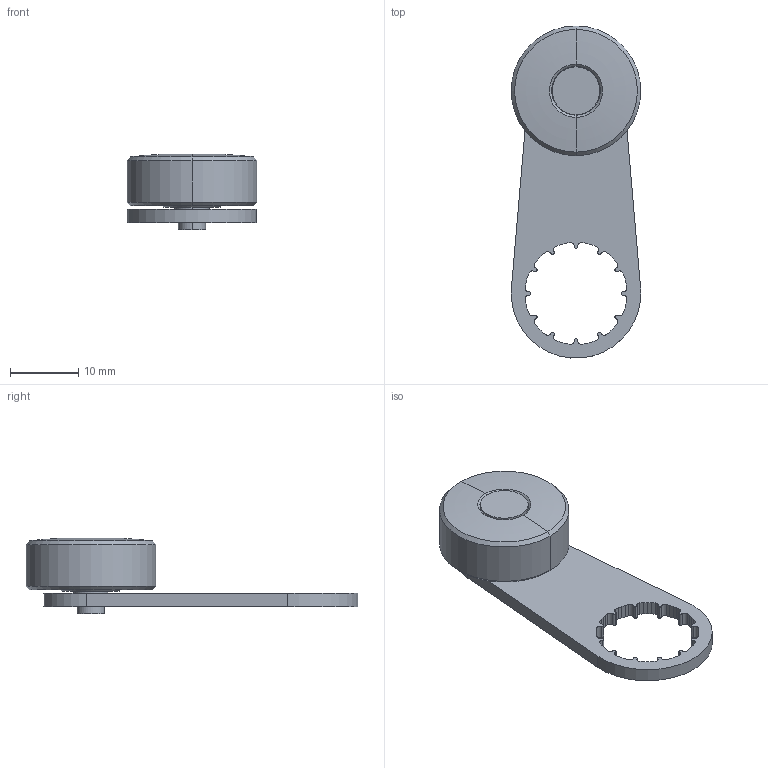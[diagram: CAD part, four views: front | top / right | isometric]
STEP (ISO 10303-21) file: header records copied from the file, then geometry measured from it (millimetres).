
FILE_DESCRIPTION(('STEP AP214'),'1');
FILE_NAME('cctmp_0677A3C8-3005-4980-9C3A-A21BB75F5F1B_2023_07_21_11_39_28_0974..stp','2023-07-21T09:39:29',('SIEMENS A&D'),('CADClick - www.CADClick.com'),'Spatial InterOp 3D postprocessed',' ','unknown authorization');
FILE_SCHEMA(('AUTOMOTIVE_DESIGN'));
Length unit declared in the file: millimetre
Products named in the file (4): cc_unnamed; 2023_07_21_11_39_28_0955; 2023_07_21_11_39_28_0951; 2023_07_21_11_39_28_0947
Assembly tree (3 placements, depth 2):
  cc_unnamed
    2023_07_21_11_39_28_0955
    2023_07_21_11_39_28_0951
    2023_07_21_11_39_28_0947
Bounding box: 19 x 48.66 x 11.11 mm (x, y, z)
Volume: 3164.6 mm3; surface area: 2736.1 mm2
Topology: 3 solids, 3 shells, 162 faces, 447 edges, 293 vertices
Faces by surface type: plane 83, cylinder 65, cone 12, torus 2
Entity records: 8721 total; most frequent: DIRECTION 923, CARTESIAN_POINT 904, STYLED_ITEM 903, PRESENTATION_STYLE_ASSIGNMENT 903, ORIENTED_EDGE 890, EDGE_CURVE 445, CURVE_STYLE 445, DRAUGHTING_PRE_DEFINED_CURVE_FONT 445
